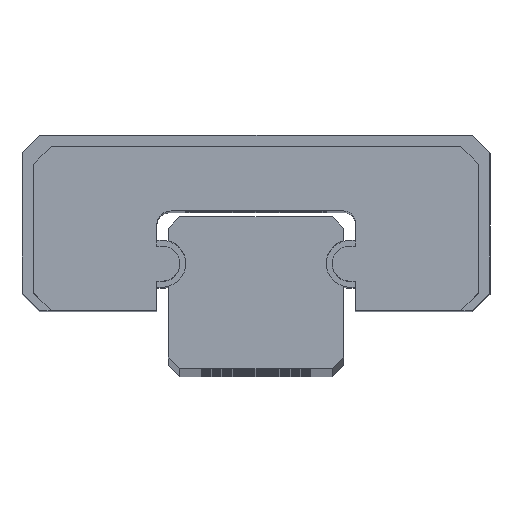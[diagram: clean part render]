
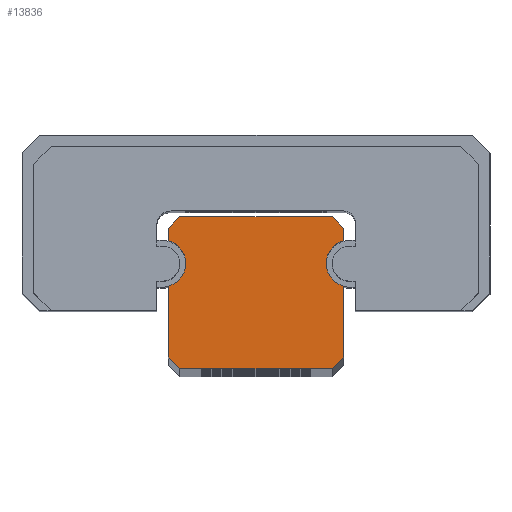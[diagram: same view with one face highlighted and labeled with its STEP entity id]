
A CAD part, top view. The second image highlights one B-rep face of the part: STEP entity #13836.
In plain terms, the highlighted planar face has unit normal (0, 0, 1).
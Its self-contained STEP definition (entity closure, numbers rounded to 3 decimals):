
#17 = EDGE_CURVE ( 'NONE', #12125, #6007, #4044, .T. ) ;
#347 = VECTOR ( 'NONE', #13272, 1000. ) ;
#486 = ORIENTED_EDGE ( 'NONE', *, *, #4984, .T. ) ;
#582 = ORIENTED_EDGE ( 'NONE', *, *, #13285, .T. ) ;
#980 = LINE ( 'NONE', #13463, #4816 ) ;
#1181 = DIRECTION ( 'NONE',  ( 0., 0., -1. ) ) ;
#1235 = CARTESIAN_POINT ( 'NONE',  ( -1.5, 1.413, 30. ) ) ;
#1392 = VECTOR ( 'NONE', #7833, 1000. ) ;
#1679 = ORIENTED_EDGE ( 'NONE', *, *, #15887, .T. ) ;
#1861 = AXIS2_PLACEMENT_3D ( 'NONE', #13079, #4488, #14573 ) ;
#2058 = CIRCLE ( 'NONE', #1861, 0.4 ) ;
#2176 = LINE ( 'NONE', #4323, #17113 ) ;
#2326 = VERTEX_POINT ( 'NONE', #1235 ) ;
#2449 = CARTESIAN_POINT ( 'NONE',  ( -1.6, 0., 30. ) ) ;
#3178 = AXIS2_PLACEMENT_3D ( 'NONE', #4606, #4657, #14747 ) ;
#3195 = VERTEX_POINT ( 'NONE', #16126 ) ;
#3247 = CARTESIAN_POINT ( 'NONE',  ( 1.3, 0., 30. ) ) ;
#3319 = DIRECTION ( 'NONE',  ( 0., 0., -1. ) ) ;
#3604 = VECTOR ( 'NONE', #6448, 1000. ) ;
#3760 = CARTESIAN_POINT ( 'NONE',  ( 1.5, 2.4, 30. ) ) ;
#3805 = CARTESIAN_POINT ( 'NONE',  ( -1.5, 0.2, 30. ) ) ;
#4044 = LINE ( 'NONE', #16572, #3604 ) ;
#4180 = CARTESIAN_POINT ( 'NONE',  ( -1.5, 2.187, 30. ) ) ;
#4323 = CARTESIAN_POINT ( 'NONE',  ( 1.3, 2.6, 30. ) ) ;
#4488 = DIRECTION ( 'NONE',  ( 0., 0., -1. ) ) ;
#4525 = ORIENTED_EDGE ( 'NONE', *, *, #13523, .F. ) ;
#4606 = CARTESIAN_POINT ( 'NONE',  ( -1.6, 1.8, 30. ) ) ;
#4657 = DIRECTION ( 'NONE',  ( 0., 0., -1. ) ) ;
#4761 = CARTESIAN_POINT ( 'NONE',  ( 1.2, 1.8, 30. ) ) ;
#4776 = LINE ( 'NONE', #6415, #1392 ) ;
#4816 = VECTOR ( 'NONE', #17909, 1000. ) ;
#4984 = EDGE_CURVE ( 'NONE', #11493, #3195, #13308, .T. ) ;
#5001 = EDGE_CURVE ( 'NONE', #14528, #16065, #16788, .T. ) ;
#5079 = VECTOR ( 'NONE', #6254, 1000. ) ;
#5233 = VECTOR ( 'NONE', #6696, 1000. ) ;
#5317 = DIRECTION ( 'NONE',  ( 0., 1., 0. ) ) ;
#5635 = CARTESIAN_POINT ( 'NONE',  ( 1.5, 2.187, 30. ) ) ;
#6007 = VERTEX_POINT ( 'NONE', #13651 ) ;
#6019 = CARTESIAN_POINT ( 'NONE',  ( 1.3, 0., 30. ) ) ;
#6129 = EDGE_CURVE ( 'NONE', #6007, #6641, #7444, .T. ) ;
#6254 = DIRECTION ( 'NONE',  ( 0., -1., 0. ) ) ;
#6374 = CARTESIAN_POINT ( 'NONE',  ( 1.3, 2.6, 30. ) ) ;
#6415 = CARTESIAN_POINT ( 'NONE',  ( -1.3, 2.6, 30. ) ) ;
#6448 = DIRECTION ( 'NONE',  ( 0., 1., 0. ) ) ;
#6547 = CIRCLE ( 'NONE', #11543, 0.4 ) ;
#6626 = VERTEX_POINT ( 'NONE', #14799 ) ;
#6641 = VERTEX_POINT ( 'NONE', #4761 ) ;
#6696 = DIRECTION ( 'NONE',  ( -0.707, 0.707, 0. ) ) ;
#7407 = AXIS2_PLACEMENT_3D ( 'NONE', #9780, #1181, #11227 ) ;
#7444 = CIRCLE ( 'NONE', #7407, 0.4 ) ;
#7762 = LINE ( 'NONE', #13939, #11595 ) ;
#7833 = DIRECTION ( 'NONE',  ( -0.707, -0.707, 0. ) ) ;
#8088 = CARTESIAN_POINT ( 'NONE',  ( -1.5, 2.4, 30. ) ) ;
#8145 = EDGE_CURVE ( 'NONE', #15771, #2326, #6547, .T. ) ;
#9498 = ORIENTED_EDGE ( 'NONE', *, *, #10977, .T. ) ;
#9707 = VERTEX_POINT ( 'NONE', #8088 ) ;
#9780 = CARTESIAN_POINT ( 'NONE',  ( 1.6, 1.8, 30. ) ) ;
#10218 = VECTOR ( 'NONE', #11121, 1000. ) ;
#10835 = EDGE_CURVE ( 'NONE', #16065, #6626, #2176, .T. ) ;
#10977 = EDGE_CURVE ( 'NONE', #12246, #12125, #11390, .T. ) ;
#11121 = DIRECTION ( 'NONE',  ( -1., 0., 0. ) ) ;
#11227 = DIRECTION ( 'NONE',  ( -1., 0., 0. ) ) ;
#11390 = LINE ( 'NONE', #3247, #347 ) ;
#11493 = VERTEX_POINT ( 'NONE', #12783 ) ;
#11543 = AXIS2_PLACEMENT_3D ( 'NONE', #11909, #3319, #13347 ) ;
#11562 = LINE ( 'NONE', #2449, #10218 ) ;
#11595 = VECTOR ( 'NONE', #5317, 1000. ) ;
#11909 = CARTESIAN_POINT ( 'NONE',  ( -1.6, 1.8, 30. ) ) ;
#12033 = EDGE_CURVE ( 'NONE', #15771, #9707, #7762, .T. ) ;
#12125 = VERTEX_POINT ( 'NONE', #12817 ) ;
#12246 = VERTEX_POINT ( 'NONE', #6019 ) ;
#12310 = EDGE_CURVE ( 'NONE', #14528, #15398, #16623, .T. ) ;
#12373 = DIRECTION ( 'NONE',  ( 0.707, -0.707, 0. ) ) ;
#12461 = ORIENTED_EDGE ( 'NONE', *, *, #17, .T. ) ;
#12783 = CARTESIAN_POINT ( 'NONE',  ( -1.5, 0.2, 30. ) ) ;
#12816 = ORIENTED_EDGE ( 'NONE', *, *, #12310, .F. ) ;
#12817 = CARTESIAN_POINT ( 'NONE',  ( 1.5, 0.2, 30. ) ) ;
#12844 = VECTOR ( 'NONE', #12373, 1000. ) ;
#13079 = CARTESIAN_POINT ( 'NONE',  ( 1.6, 1.8, 30. ) ) ;
#13123 = ORIENTED_EDGE ( 'NONE', *, *, #16671, .T. ) ;
#13245 = PLANE ( 'NONE',  #3178 ) ;
#13272 = DIRECTION ( 'NONE',  ( 0.707, 0.707, 0. ) ) ;
#13285 = EDGE_CURVE ( 'NONE', #2326, #11493, #980, .T. ) ;
#13308 = LINE ( 'NONE', #3805, #12844 ) ;
#13347 = DIRECTION ( 'NONE',  ( -1., 0., 0. ) ) ;
#13463 = CARTESIAN_POINT ( 'NONE',  ( -1.5, 1.413, 30. ) ) ;
#13523 = EDGE_CURVE ( 'NONE', #12246, #3195, #11562, .T. ) ;
#13651 = CARTESIAN_POINT ( 'NONE',  ( 1.5, 1.413, 30. ) ) ;
#13836 = ADVANCED_FACE ( 'NONE', ( #15202 ), #13245, .F. ) ;
#13939 = CARTESIAN_POINT ( 'NONE',  ( -1.5, 1.8, 30. ) ) ;
#14446 = EDGE_LOOP ( 'NONE', ( #14457, #18546, #582, #486, #4525, #9498, #12461, #14811, #1679, #12816, #17387, #16916, #13123 ) ) ;
#14457 = ORIENTED_EDGE ( 'NONE', *, *, #12033, .F. ) ;
#14528 = VERTEX_POINT ( 'NONE', #3760 ) ;
#14573 = DIRECTION ( 'NONE',  ( -1., 0., 0. ) ) ;
#14747 = DIRECTION ( 'NONE',  ( -1., 0., 0. ) ) ;
#14799 = CARTESIAN_POINT ( 'NONE',  ( -1.3, 2.6, 30. ) ) ;
#14811 = ORIENTED_EDGE ( 'NONE', *, *, #6129, .T. ) ;
#14893 = CARTESIAN_POINT ( 'NONE',  ( 1.5, 1.8, 30. ) ) ;
#15202 = FACE_OUTER_BOUND ( 'NONE', #14446, .T. ) ;
#15398 = VERTEX_POINT ( 'NONE', #5635 ) ;
#15771 = VERTEX_POINT ( 'NONE', #4180 ) ;
#15860 = DIRECTION ( 'NONE',  ( -1., 0., 0. ) ) ;
#15887 = EDGE_CURVE ( 'NONE', #6641, #15398, #2058, .T. ) ;
#16065 = VERTEX_POINT ( 'NONE', #6374 ) ;
#16126 = CARTESIAN_POINT ( 'NONE',  ( -1.3, 0., 30. ) ) ;
#16572 = CARTESIAN_POINT ( 'NONE',  ( 1.5, 0.2, 30. ) ) ;
#16623 = LINE ( 'NONE', #14893, #5079 ) ;
#16671 = EDGE_CURVE ( 'NONE', #6626, #9707, #4776, .T. ) ;
#16788 = LINE ( 'NONE', #16822, #5233 ) ;
#16822 = CARTESIAN_POINT ( 'NONE',  ( 1.5, 2.4, 30. ) ) ;
#16916 = ORIENTED_EDGE ( 'NONE', *, *, #10835, .T. ) ;
#17113 = VECTOR ( 'NONE', #15860, 1000. ) ;
#17387 = ORIENTED_EDGE ( 'NONE', *, *, #5001, .T. ) ;
#17909 = DIRECTION ( 'NONE',  ( 0., -1., 0. ) ) ;
#18546 = ORIENTED_EDGE ( 'NONE', *, *, #8145, .T. ) ;
